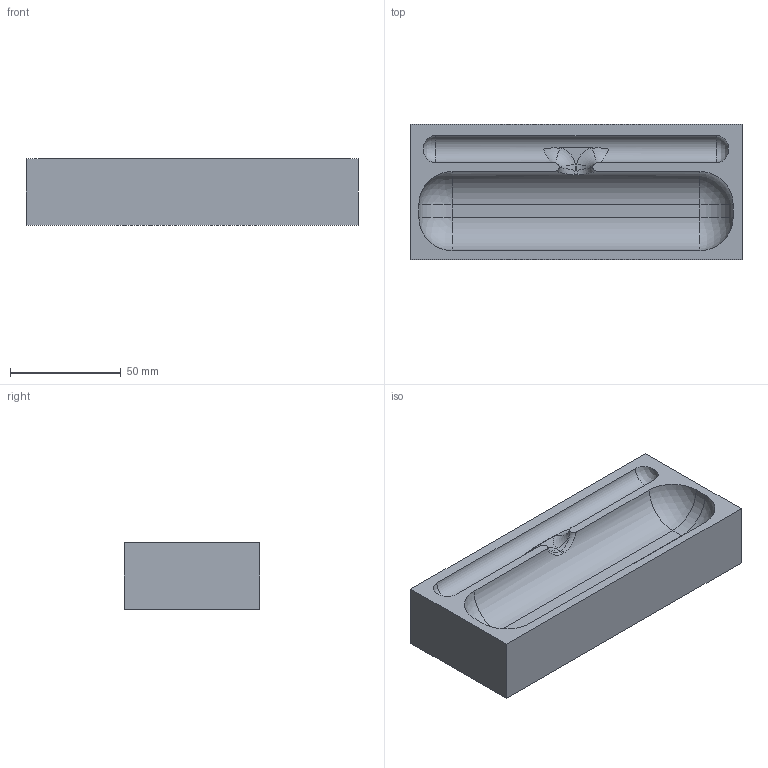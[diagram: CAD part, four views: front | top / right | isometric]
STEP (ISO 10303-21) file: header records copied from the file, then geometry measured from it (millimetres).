
FILE_DESCRIPTION(/* description */ (''),/* implementation_level */ '2;1');
FILE_NAME(/* name */ 'Main-Writing-Equipment.step',/* time_stamp */ '2024-07-30T15:20:55-04:00',/* author */ (''),/* organization */ (''),/* preprocessor_version */ 'ST-DEVELOPER v20',/* originating_system */ 'Autodesk Translation Framework v13.14.0.145',/* authorisation */ '');
FILE_SCHEMA (('AUTOMOTIVE_DESIGN { 1 0 10303 214 3 1 1 }'));
Length unit declared in the file: millimetre
Products named in the file (1): Main-Writing-Equipment
Bounding box: 150 x 61 x 30 mm (x, y, z)
Volume: 207879.2 mm3; surface area: 34596.1 mm2
Topology: 1 solids, 1 shells, 32 faces, 83 edges, 52 vertices
Faces by surface type: plane 13, torus 6, cylinder 5, bspline 4, sphere 4
Entity records: 1116 total; most frequent: CARTESIAN_POINT 308, DIRECTION 169, ORIENTED_EDGE 162, EDGE_CURVE 81, AXIS2_PLACEMENT_3D 69, VERTEX_POINT 52, CIRCLE 40, EDGE_LOOP 33
